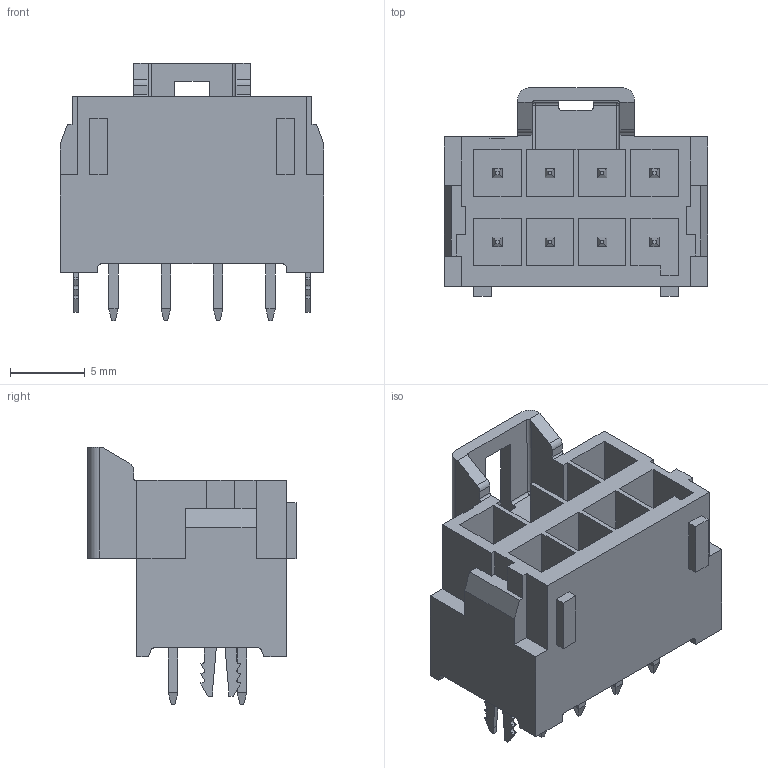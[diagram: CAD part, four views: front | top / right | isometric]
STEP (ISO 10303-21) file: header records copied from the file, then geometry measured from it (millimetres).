
FILE_DESCRIPTION(/* description */ ('STEP AP214'),/* implementation_level */ '2;1');
FILE_NAME(/* name */ '614b7c45242da32072a876a0',/* time_stamp */ '2021-09-22T18:56:06+00:00',/* author */ (''),/* organization */ (''),/* preprocessor_version */ 'ST-DEVELOPER v18.1',/* originating_system */ ' ',/* authorisation */ ' ');
FILE_SCHEMA (('AUTOMOTIVE_DESIGN {1 0 10303 214 3 1 1}'));
Length unit declared in the file: metre
Products named in the file (1): 1
Bounding box: 17.6 x 13.91 x 17.2 mm (x, y, z)
Volume: 1292.3 mm3; surface area: 2268.8 mm2
Topology: 1 solids, 1 shells, 517 faces, 1392 edges, 904 vertices
Faces by surface type: plane 397, cylinder 118, sphere 2
Entity records: 17451 total; most frequent: CARTESIAN_POINT 2814, ORIENTED_EDGE 2784, DIRECTION 2666, EDGE_CURVE 1392, LINE 1154, VECTOR 1154, VERTEX_POINT 904, AXIS2_PLACEMENT_3D 756
